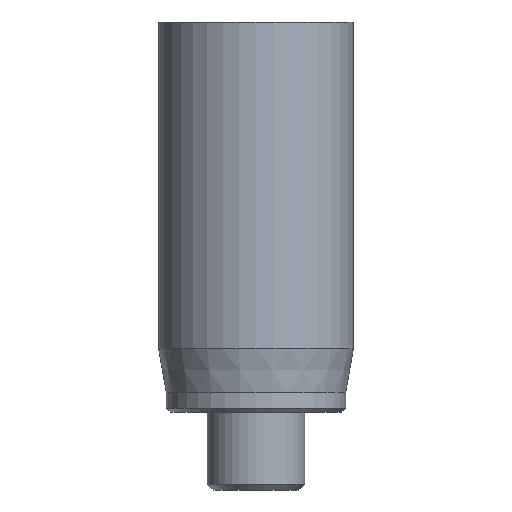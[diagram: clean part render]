
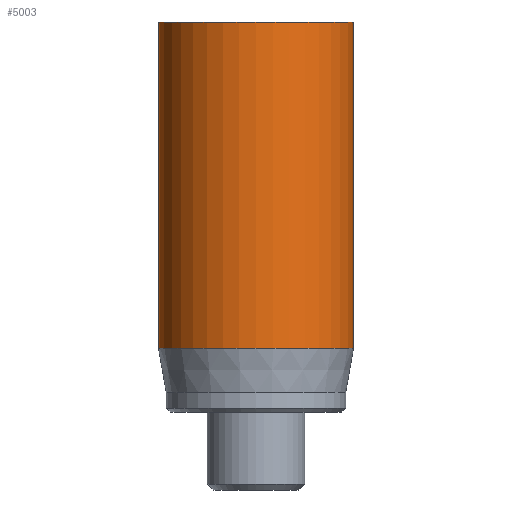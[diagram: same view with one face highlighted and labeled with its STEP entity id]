
A CAD part, front view. The second image highlights one B-rep face of the part: STEP entity #5003.
In plain terms, the highlighted cylindrical face has radius 5 mm (diameter 10 mm), a full revolution.
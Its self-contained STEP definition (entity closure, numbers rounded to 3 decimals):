
#42=CYLINDRICAL_SURFACE('',#5234,5.);
#63=CIRCLE('',#5201,5.);
#79=CIRCLE('',#5232,5.);
#80=CIRCLE('',#5233,5.);
#430=FACE_OUTER_BOUND('',#727,.T.);
#727=EDGE_LOOP('',(#4279,#4280,#4281,#4282,#4283));
#1082=LINE('',#9049,#1448);
#1448=VECTOR('',#5774,5.);
#2240=VERTEX_POINT('',#8988);
#2256=VERTEX_POINT('',#9043);
#2257=VERTEX_POINT('',#9044);
#2925=EDGE_CURVE('',#2240,#2240,#63,.T.);
#2949=EDGE_CURVE('',#2256,#2257,#79,.T.);
#2950=EDGE_CURVE('',#2257,#2256,#80,.T.);
#2952=EDGE_CURVE('',#2240,#2256,#1082,.T.);
#4279=ORIENTED_EDGE('',*,*,#2925,.T.);
#4280=ORIENTED_EDGE('',*,*,#2952,.T.);
#4281=ORIENTED_EDGE('',*,*,#2949,.T.);
#4282=ORIENTED_EDGE('',*,*,#2950,.T.);
#4283=ORIENTED_EDGE('',*,*,#2952,.F.);
#5003=ADVANCED_FACE('',(#430),#42,.T.);
#5201=AXIS2_PLACEMENT_3D('',#8989,#5697,#5698);
#5232=AXIS2_PLACEMENT_3D('',#9045,#5767,#5768);
#5233=AXIS2_PLACEMENT_3D('',#9046,#5769,#5770);
#5234=AXIS2_PLACEMENT_3D('',#9048,#5772,#5773);
#5697=DIRECTION('center_axis',(0.,0.,-1.));
#5698=DIRECTION('ref_axis',(-1.,0.,0.));
#5767=DIRECTION('center_axis',(0.,0.,1.));
#5768=DIRECTION('ref_axis',(-1.,0.,0.));
#5769=DIRECTION('center_axis',(0.,0.,1.));
#5770=DIRECTION('ref_axis',(-1.,0.,0.));
#5772=DIRECTION('center_axis',(0.,0.,1.));
#5773=DIRECTION('ref_axis',(-1.,0.,0.));
#5774=DIRECTION('',(0.,0.,-1.));
#8988=CARTESIAN_POINT('',(5.,0.,20.));
#8989=CARTESIAN_POINT('Origin',(0.,0.,20.));
#9043=CARTESIAN_POINT('',(5.,0.,3.269));
#9044=CARTESIAN_POINT('',(-5.,0.,3.269));
#9045=CARTESIAN_POINT('Origin',(0.,0.,3.269));
#9046=CARTESIAN_POINT('Origin',(0.,0.,3.269));
#9048=CARTESIAN_POINT('Origin',(0.,0.,0.));
#9049=CARTESIAN_POINT('',(5.,0.,0.));
